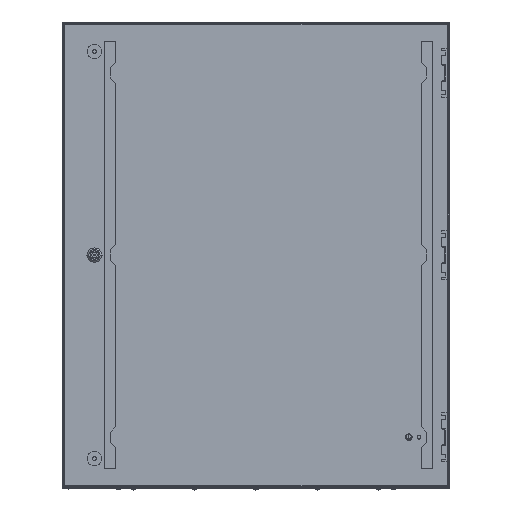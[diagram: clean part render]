
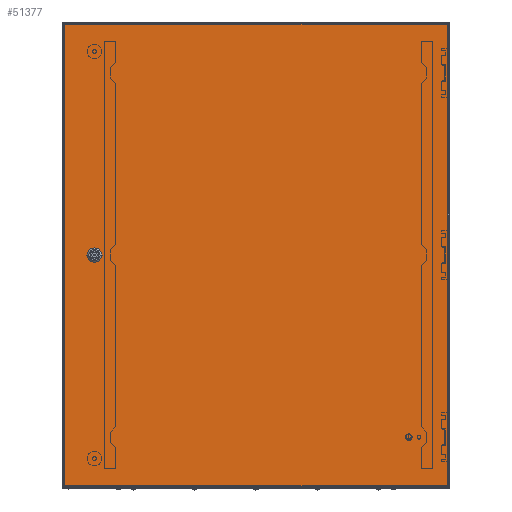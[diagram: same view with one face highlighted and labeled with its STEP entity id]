
A CAD part, top view. The second image highlights one B-rep face of the part: STEP entity #51377.
In plain terms, the highlighted planar face has unit normal (0, 0, 1).
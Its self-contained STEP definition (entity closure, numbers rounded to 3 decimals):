
#217 = EDGE_CURVE ( 'NONE', #80182, #83307, #20883, .T. ) ;
#1089 = DIRECTION ( 'NONE',  ( 0., 0., 1. ) ) ;
#3521 = CARTESIAN_POINT ( 'NONE',  ( 0., 0., 17. ) ) ;
#3598 = ORIENTED_EDGE ( 'NONE', *, *, #50323, .F. ) ;
#3923 = EDGE_CURVE ( 'NONE', #71548, #80182, #68134, .T. ) ;
#4309 = ORIENTED_EDGE ( 'NONE', *, *, #217, .F. ) ;
#4446 = DIRECTION ( 'NONE',  ( 0., 0., 1. ) ) ;
#5477 = CARTESIAN_POINT ( 'NONE',  ( 72.92, 462.556, 17. ) ) ;
#6400 = VERTEX_POINT ( 'NONE', #74834 ) ;
#6592 = VECTOR ( 'NONE', #37167, 1000. ) ;
#8256 = EDGE_CURVE ( 'NONE', #6400, #35121, #14856, .T. ) ;
#9115 = DIRECTION ( 'NONE',  ( 1., 0., 0. ) ) ;
#10433 = CARTESIAN_POINT ( 'NONE',  ( 756.87, 912., 17. ) ) ;
#11802 = AXIS2_PLACEMENT_3D ( 'NONE', #3521, #24053, #45058 ) ;
#11978 = FACE_OUTER_BOUND ( 'NONE', #14203, .T. ) ;
#13626 = EDGE_CURVE ( 'NONE', #83307, #20541, #53783, .T. ) ;
#14203 = EDGE_LOOP ( 'NONE', ( #77527, #69132, #15058, #38749 ) ) ;
#14404 = EDGE_CURVE ( 'NONE', #67001, #61420, #83270, .T. ) ;
#14856 = CIRCLE ( 'NONE', #47707, 11.25 ) ;
#15058 = ORIENTED_EDGE ( 'NONE', *, *, #81798, .T. ) ;
#17757 = DIRECTION ( 'NONE',  ( 0., 0., 1. ) ) ;
#18307 = CARTESIAN_POINT ( 'NONE',  ( 72.92, 452.444, 17. ) ) ;
#18695 = DIRECTION ( 'NONE',  ( 0., -1., 0. ) ) ;
#20541 = VERTEX_POINT ( 'NONE', #39871 ) ;
#20712 = CARTESIAN_POINT ( 'NONE',  ( 62.87, 457.5, 17. ) ) ;
#20883 = CIRCLE ( 'NONE', #81005, 11.25 ) ;
#22312 = DIRECTION ( 'NONE',  ( 1., 0., 0. ) ) ;
#22386 = CARTESIAN_POINT ( 'NONE',  ( 57.814, 467.55, 17. ) ) ;
#23787 = ORIENTED_EDGE ( 'NONE', *, *, #35631, .F. ) ;
#24053 = DIRECTION ( 'NONE',  ( 0., 0., 1. ) ) ;
#27761 = CARTESIAN_POINT ( 'NONE',  ( 67.926, 467.55, 17. ) ) ;
#28350 = ORIENTED_EDGE ( 'NONE', *, *, #3923, .F. ) ;
#29031 = CARTESIAN_POINT ( 'NONE',  ( 52.82, 462.556, 17. ) ) ;
#30106 = LINE ( 'NONE', #10433, #67437 ) ;
#30303 = VECTOR ( 'NONE', #22312, 1000. ) ;
#30420 = ORIENTED_EDGE ( 'NONE', *, *, #86149, .F. ) ;
#30427 = DIRECTION ( 'NONE',  ( 0., 1., 0. ) ) ;
#30901 = LINE ( 'NONE', #57776, #6592 ) ;
#31500 = DIRECTION ( 'NONE',  ( 1., 0., 0. ) ) ;
#33792 = AXIS2_PLACEMENT_3D ( 'NONE', #20712, #1089, #75394 ) ;
#35030 = VERTEX_POINT ( 'NONE', #5477 ) ;
#35121 = VERTEX_POINT ( 'NONE', #76631 ) ;
#35631 = EDGE_CURVE ( 'NONE', #35030, #71548, #45112, .T. ) ;
#35910 = CARTESIAN_POINT ( 'NONE',  ( 62.87, 457.5, 17. ) ) ;
#36346 = EDGE_CURVE ( 'NONE', #35121, #35030, #85575, .T. ) ;
#37167 = DIRECTION ( 'NONE',  ( -1., 0., 0. ) ) ;
#37432 = DIRECTION ( 'NONE',  ( 1., 0., 0. ) ) ;
#37665 = DIRECTION ( 'NONE',  ( 0., 1., 0. ) ) ;
#38354 = CARTESIAN_POINT ( 'NONE',  ( 62.87, 457.5, 17. ) ) ;
#38749 = ORIENTED_EDGE ( 'NONE', *, *, #85648, .T. ) ;
#39871 = CARTESIAN_POINT ( 'NONE',  ( 52.82, 452.444, 17. ) ) ;
#40331 = DIRECTION ( 'NONE',  ( 0., -1., 0. ) ) ;
#45058 = DIRECTION ( 'NONE',  ( 1., 0., 0. ) ) ;
#45112 = CIRCLE ( 'NONE', #76670, 11.25 ) ;
#45599 = ORIENTED_EDGE ( 'NONE', *, *, #36346, .F. ) ;
#47061 = CARTESIAN_POINT ( 'NONE',  ( 52.82, 452.444, 17. ) ) ;
#47219 = VECTOR ( 'NONE', #31500, 1000. ) ;
#47707 = AXIS2_PLACEMENT_3D ( 'NONE', #35910, #61920, #9115 ) ;
#49877 = EDGE_CURVE ( 'NONE', #58260, #67001, #79208, .T. ) ;
#50168 = VECTOR ( 'NONE', #18695, 1000. ) ;
#50323 = EDGE_CURVE ( 'NONE', #84119, #6400, #65148, .T. ) ;
#51377 = ADVANCED_FACE ( 'NONE', ( #85907, #11978 ), #86796, .T. ) ;
#52577 = VERTEX_POINT ( 'NONE', #76779 ) ;
#53783 = LINE ( 'NONE', #47061, #87412 ) ;
#54123 = ORIENTED_EDGE ( 'NONE', *, *, #13626, .F. ) ;
#55094 = DIRECTION ( 'NONE',  ( -1., 0., 0. ) ) ;
#55316 = VECTOR ( 'NONE', #30427, 1000. ) ;
#57508 = CARTESIAN_POINT ( 'NONE',  ( 67.926, 447.45, 17. ) ) ;
#57776 = CARTESIAN_POINT ( 'NONE',  ( 2.87, 912., 17. ) ) ;
#57873 = CARTESIAN_POINT ( 'NONE',  ( 57.814, 447.45, 17. ) ) ;
#58260 = VERTEX_POINT ( 'NONE', #62243 ) ;
#59843 = DIRECTION ( 'NONE',  ( 1., 0., 0. ) ) ;
#60309 = CARTESIAN_POINT ( 'NONE',  ( 2.87, 912., 17. ) ) ;
#61415 = ORIENTED_EDGE ( 'NONE', *, *, #8256, .F. ) ;
#61420 = VERTEX_POINT ( 'NONE', #80969 ) ;
#61920 = DIRECTION ( 'NONE',  ( 0., 0., 1. ) ) ;
#62243 = CARTESIAN_POINT ( 'NONE',  ( 2.87, 912., 17. ) ) ;
#62385 = CIRCLE ( 'NONE', #33792, 11.25 ) ;
#63624 = CARTESIAN_POINT ( 'NONE',  ( 67.926, 467.55, 17. ) ) ;
#65148 = LINE ( 'NONE', #57508, #47219 ) ;
#67001 = VERTEX_POINT ( 'NONE', #84285 ) ;
#67437 = VECTOR ( 'NONE', #37665, 1000. ) ;
#67812 = VECTOR ( 'NONE', #55094, 1000. ) ;
#68134 = LINE ( 'NONE', #27761, #67812 ) ;
#69132 = ORIENTED_EDGE ( 'NONE', *, *, #14404, .T. ) ;
#71548 = VERTEX_POINT ( 'NONE', #63624 ) ;
#74834 = CARTESIAN_POINT ( 'NONE',  ( 67.926, 447.45, 17. ) ) ;
#75394 = DIRECTION ( 'NONE',  ( 1., 0., 0. ) ) ;
#76567 = CARTESIAN_POINT ( 'NONE',  ( 2.87, 3., 17. ) ) ;
#76631 = CARTESIAN_POINT ( 'NONE',  ( 72.92, 452.444, 17. ) ) ;
#76670 = AXIS2_PLACEMENT_3D ( 'NONE', #79128, #17757, #37432 ) ;
#76779 = CARTESIAN_POINT ( 'NONE',  ( 756.87, 912., 17. ) ) ;
#77527 = ORIENTED_EDGE ( 'NONE', *, *, #49877, .T. ) ;
#79128 = CARTESIAN_POINT ( 'NONE',  ( 62.87, 457.5, 17. ) ) ;
#79208 = LINE ( 'NONE', #60309, #50168 ) ;
#80182 = VERTEX_POINT ( 'NONE', #22386 ) ;
#80969 = CARTESIAN_POINT ( 'NONE',  ( 756.87, 3., 17. ) ) ;
#81005 = AXIS2_PLACEMENT_3D ( 'NONE', #38354, #4446, #59843 ) ;
#81798 = EDGE_CURVE ( 'NONE', #61420, #52577, #30106, .T. ) ;
#83270 = LINE ( 'NONE', #76567, #30303 ) ;
#83307 = VERTEX_POINT ( 'NONE', #29031 ) ;
#84119 = VERTEX_POINT ( 'NONE', #57873 ) ;
#84285 = CARTESIAN_POINT ( 'NONE',  ( 2.87, 3., 17. ) ) ;
#85575 = LINE ( 'NONE', #18307, #55316 ) ;
#85648 = EDGE_CURVE ( 'NONE', #52577, #58260, #30901, .T. ) ;
#85907 = FACE_BOUND ( 'NONE', #87236, .T. ) ;
#86149 = EDGE_CURVE ( 'NONE', #20541, #84119, #62385, .T. ) ;
#86796 = PLANE ( 'NONE',  #11802 ) ;
#87236 = EDGE_LOOP ( 'NONE', ( #23787, #45599, #61415, #3598, #30420, #54123, #4309, #28350 ) ) ;
#87412 = VECTOR ( 'NONE', #40331, 1000. ) ;
